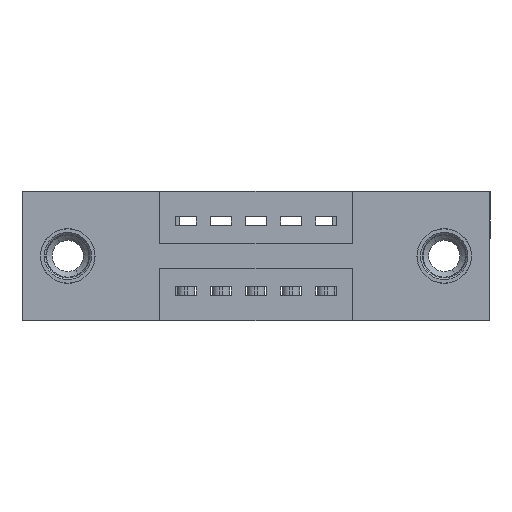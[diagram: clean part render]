
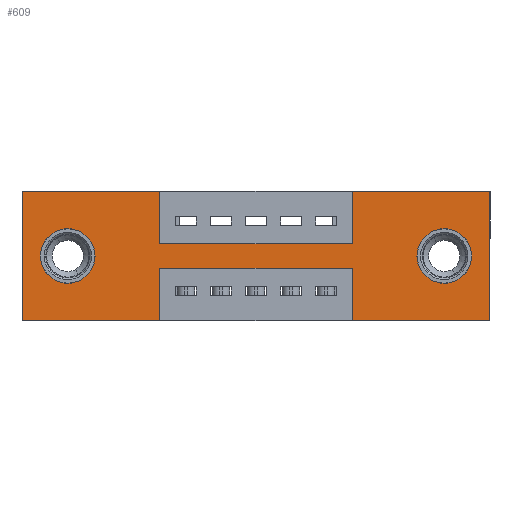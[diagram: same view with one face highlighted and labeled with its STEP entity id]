
A CAD part, front view. The second image highlights one B-rep face of the part: STEP entity #609.
In plain terms, the highlighted planar face has unit normal (0, -1, 0).
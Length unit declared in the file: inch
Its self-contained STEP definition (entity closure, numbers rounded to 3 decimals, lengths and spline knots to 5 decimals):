
#21 = LINE ( 'NONE', #8110, #6978 ) ;
#47 = LINE ( 'NONE', #3634, #8693 ) ;
#133 = DIRECTION ( 'NONE',  ( 0., 1., 0. ) ) ;
#188 = VECTOR ( 'NONE', #7765, 39.37008 ) ;
#376 = CARTESIAN_POINT ( 'NONE',  ( 0.13, 0., -0.107 ) ) ;
#555 = DIRECTION ( 'NONE',  ( 0., 1., 0. ) ) ;
#609 = ADVANCED_FACE ( 'NONE', ( #5267, #798, #3428 ), #1988, .T. ) ;
#617 = ORIENTED_EDGE ( 'NONE', *, *, #8467, .F. ) ;
#668 = DIRECTION ( 'NONE',  ( -1., 0., 0. ) ) ;
#798 = FACE_BOUND ( 'NONE', #5988, .T. ) ;
#902 = ORIENTED_EDGE ( 'NONE', *, *, #1373, .F. ) ;
#1029 = DIRECTION ( 'NONE',  ( 0., 0., -1. ) ) ;
#1100 = ORIENTED_EDGE ( 'NONE', *, *, #5078, .F. ) ;
#1103 = CARTESIAN_POINT ( 'NONE',  ( 0.3925, 0., 0. ) ) ;
#1148 = VERTEX_POINT ( 'NONE', #2606 ) ;
#1209 = ORIENTED_EDGE ( 'NONE', *, *, #9546, .F. ) ;
#1212 = LINE ( 'NONE', #9540, #2653 ) ;
#1373 = EDGE_CURVE ( 'NONE', #7492, #8378, #2309, .T. ) ;
#1400 = CIRCLE ( 'NONE', #7369, 0.078 ) ;
#1471 = LINE ( 'NONE', #7545, #3437 ) ;
#1517 = VERTEX_POINT ( 'NONE', #3732 ) ;
#1564 = EDGE_LOOP ( 'NONE', ( #6646, #7629, #1874, #1100, #2541, #617, #9507, #7484, #1209, #8045, #7174, #902 ) ) ;
#1874 = ORIENTED_EDGE ( 'NONE', *, *, #4375, .F. ) ;
#1893 = VERTEX_POINT ( 'NONE', #5844 ) ;
#1900 = LINE ( 'NONE', #8041, #10251 ) ;
#1915 = LINE ( 'NONE', #4027, #188 ) ;
#1988 = PLANE ( 'NONE',  #7978 ) ;
#2007 = LINE ( 'NONE', #1103, #4880 ) ;
#2067 = EDGE_CURVE ( 'NONE', #1148, #5118, #5069, .T. ) ;
#2187 = EDGE_CURVE ( 'NONE', #9732, #5651, #1400, .T. ) ;
#2300 = DIRECTION ( 'NONE',  ( 0., 0., -1. ) ) ;
#2309 = LINE ( 'NONE', #2635, #9349 ) ;
#2332 = VECTOR ( 'NONE', #8403, 39.37008 ) ;
#2383 = VECTOR ( 'NONE', #6480, 39.37008 ) ;
#2438 = DIRECTION ( 'NONE',  ( 1., 0., 0. ) ) ;
#2457 = LINE ( 'NONE', #6746, #2332 ) ;
#2532 = DIRECTION ( 'NONE',  ( 0., 0., 1. ) ) ;
#2541 = ORIENTED_EDGE ( 'NONE', *, *, #6940, .F. ) ;
#2606 = CARTESIAN_POINT ( 'NONE',  ( 0., 0., 0. ) ) ;
#2635 = CARTESIAN_POINT ( 'NONE',  ( 0., 0., -0.37 ) ) ;
#2653 = VECTOR ( 'NONE', #7145, 39.37008 ) ;
#2917 = ORIENTED_EDGE ( 'NONE', *, *, #7621, .T. ) ;
#3043 = CARTESIAN_POINT ( 'NONE',  ( 0.3925, 0., -0.37 ) ) ;
#3047 = CARTESIAN_POINT ( 'NONE',  ( 0.3925, 0., -0.37 ) ) ;
#3055 = DIRECTION ( 'NONE',  ( 0., 0., 1. ) ) ;
#3137 = CARTESIAN_POINT ( 'NONE',  ( 0.13, 0., -0.185 ) ) ;
#3272 = EDGE_CURVE ( 'NONE', #4496, #5241, #1900, .T. ) ;
#3362 = CARTESIAN_POINT ( 'NONE',  ( 0.3925, 0., 0. ) ) ;
#3428 = FACE_OUTER_BOUND ( 'NONE', #1564, .T. ) ;
#3437 = VECTOR ( 'NONE', #2532, 39.37008 ) ;
#3466 = ORIENTED_EDGE ( 'NONE', *, *, #2187, .T. ) ;
#3488 = DIRECTION ( 'NONE',  ( -1., 0., 0. ) ) ;
#3513 = CIRCLE ( 'NONE', #3630, 0.078 ) ;
#3630 = AXIS2_PLACEMENT_3D ( 'NONE', #8024, #5527, #2300 ) ;
#3634 = CARTESIAN_POINT ( 'NONE',  ( 0., 0., 0. ) ) ;
#3732 = CARTESIAN_POINT ( 'NONE',  ( 1.335, 0., 0. ) ) ;
#3785 = CIRCLE ( 'NONE', #5725, 0.078 ) ;
#3857 = VERTEX_POINT ( 'NONE', #6318 ) ;
#3861 = DIRECTION ( 'NONE',  ( 0., 0., 1. ) ) ;
#3939 = LINE ( 'NONE', #4927, #4069 ) ;
#4027 = CARTESIAN_POINT ( 'NONE',  ( 0., 0., 0. ) ) ;
#4069 = VECTOR ( 'NONE', #668, 39.37008 ) ;
#4179 = DIRECTION ( 'NONE',  ( 0., 0., 1. ) ) ;
#4375 = EDGE_CURVE ( 'NONE', #3857, #4496, #1471, .T. ) ;
#4394 = VERTEX_POINT ( 'NONE', #6954 ) ;
#4405 = CARTESIAN_POINT ( 'NONE',  ( 0., 0., 0. ) ) ;
#4496 = VERTEX_POINT ( 'NONE', #9564 ) ;
#4508 = DIRECTION ( 'NONE',  ( 0., -1., 0. ) ) ;
#4623 = EDGE_CURVE ( 'NONE', #5241, #7492, #9292, .T. ) ;
#4804 = VECTOR ( 'NONE', #2438, 39.37008 ) ;
#4880 = VECTOR ( 'NONE', #1029, 39.37008 ) ;
#4883 = DIRECTION ( 'NONE',  ( 0., 0., -1. ) ) ;
#4927 = CARTESIAN_POINT ( 'NONE',  ( 0., 0., -0.37 ) ) ;
#4973 = EDGE_LOOP ( 'NONE', ( #2917, #6763 ) ) ;
#5002 = CARTESIAN_POINT ( 'NONE',  ( 0.3925, 0., -0.22 ) ) ;
#5069 = LINE ( 'NONE', #4405, #4804 ) ;
#5078 = EDGE_CURVE ( 'NONE', #7392, #3857, #3939, .T. ) ;
#5118 = VERTEX_POINT ( 'NONE', #3362 ) ;
#5174 = CARTESIAN_POINT ( 'NONE',  ( 0.13, 0., -0.185 ) ) ;
#5201 = CARTESIAN_POINT ( 'NONE',  ( 1.205, 0., -0.107 ) ) ;
#5202 = VERTEX_POINT ( 'NONE', #6680 ) ;
#5241 = VERTEX_POINT ( 'NONE', #5002 ) ;
#5267 = FACE_BOUND ( 'NONE', #4973, .T. ) ;
#5430 = DIRECTION ( 'NONE',  ( 1., 0., 0. ) ) ;
#5527 = DIRECTION ( 'NONE',  ( 0., 1., 0. ) ) ;
#5651 = VERTEX_POINT ( 'NONE', #376 ) ;
#5684 = EDGE_CURVE ( 'NONE', #5651, #9732, #3785, .T. ) ;
#5725 = AXIS2_PLACEMENT_3D ( 'NONE', #3137, #555, #3861 ) ;
#5844 = CARTESIAN_POINT ( 'NONE',  ( 0.9425, 0., 0. ) ) ;
#5988 = EDGE_LOOP ( 'NONE', ( #9714, #3466 ) ) ;
#6081 = CARTESIAN_POINT ( 'NONE',  ( 0., 0., -0.37 ) ) ;
#6318 = CARTESIAN_POINT ( 'NONE',  ( 0.9425, 0., -0.37 ) ) ;
#6418 = DIRECTION ( 'NONE',  ( -1., 0., 0. ) ) ;
#6480 = DIRECTION ( 'NONE',  ( 0., 0., -1. ) ) ;
#6646 = ORIENTED_EDGE ( 'NONE', *, *, #4623, .F. ) ;
#6680 = CARTESIAN_POINT ( 'NONE',  ( 1.205, 0., -0.263 ) ) ;
#6746 = CARTESIAN_POINT ( 'NONE',  ( 1.335, 0., 0. ) ) ;
#6763 = ORIENTED_EDGE ( 'NONE', *, *, #6804, .T. ) ;
#6804 = EDGE_CURVE ( 'NONE', #5202, #10809, #3513, .T. ) ;
#6889 = CIRCLE ( 'NONE', #7500, 0.078 ) ;
#6940 = EDGE_CURVE ( 'NONE', #1517, #7392, #2457, .T. ) ;
#6954 = CARTESIAN_POINT ( 'NONE',  ( 0.9425, 0., -0.15 ) ) ;
#6978 = VECTOR ( 'NONE', #3055, 39.37008 ) ;
#7009 = CARTESIAN_POINT ( 'NONE',  ( 1.335, 0., -0.37 ) ) ;
#7145 = DIRECTION ( 'NONE',  ( 1., 0., 0. ) ) ;
#7174 = ORIENTED_EDGE ( 'NONE', *, *, #7977, .F. ) ;
#7369 = AXIS2_PLACEMENT_3D ( 'NONE', #5174, #133, #4179 ) ;
#7392 = VERTEX_POINT ( 'NONE', #7009 ) ;
#7484 = ORIENTED_EDGE ( 'NONE', *, *, #9766, .F. ) ;
#7492 = VERTEX_POINT ( 'NONE', #3047 ) ;
#7500 = AXIS2_PLACEMENT_3D ( 'NONE', #9022, #9869, #4883 ) ;
#7545 = CARTESIAN_POINT ( 'NONE',  ( 0.9425, 0., -0.37 ) ) ;
#7621 = EDGE_CURVE ( 'NONE', #10809, #5202, #6889, .T. ) ;
#7629 = ORIENTED_EDGE ( 'NONE', *, *, #3272, .F. ) ;
#7765 = DIRECTION ( 'NONE',  ( 0., 0., 1. ) ) ;
#7855 = CARTESIAN_POINT ( 'NONE',  ( 0., 0., -0.37 ) ) ;
#7977 = EDGE_CURVE ( 'NONE', #8378, #1148, #1915, .T. ) ;
#7978 = AXIS2_PLACEMENT_3D ( 'NONE', #6081, #4508, #10235 ) ;
#8024 = CARTESIAN_POINT ( 'NONE',  ( 1.205, 0., -0.185 ) ) ;
#8041 = CARTESIAN_POINT ( 'NONE',  ( 0.3925, 0., -0.22 ) ) ;
#8045 = ORIENTED_EDGE ( 'NONE', *, *, #2067, .F. ) ;
#8110 = CARTESIAN_POINT ( 'NONE',  ( 0.9425, 0., 0. ) ) ;
#8378 = VERTEX_POINT ( 'NONE', #7855 ) ;
#8403 = DIRECTION ( 'NONE',  ( 0., 0., -1. ) ) ;
#8467 = EDGE_CURVE ( 'NONE', #1893, #1517, #47, .T. ) ;
#8693 = VECTOR ( 'NONE', #5430, 39.37008 ) ;
#9022 = CARTESIAN_POINT ( 'NONE',  ( 1.205, 0., -0.185 ) ) ;
#9195 = CARTESIAN_POINT ( 'NONE',  ( 0.3925, 0., -0.15 ) ) ;
#9292 = LINE ( 'NONE', #3043, #2383 ) ;
#9349 = VECTOR ( 'NONE', #3488, 39.37008 ) ;
#9507 = ORIENTED_EDGE ( 'NONE', *, *, #9896, .F. ) ;
#9540 = CARTESIAN_POINT ( 'NONE',  ( 0.3925, 0., -0.15 ) ) ;
#9546 = EDGE_CURVE ( 'NONE', #5118, #10708, #2007, .T. ) ;
#9564 = CARTESIAN_POINT ( 'NONE',  ( 0.9425, 0., -0.22 ) ) ;
#9578 = CARTESIAN_POINT ( 'NONE',  ( 0.13, 0., -0.263 ) ) ;
#9714 = ORIENTED_EDGE ( 'NONE', *, *, #5684, .T. ) ;
#9732 = VERTEX_POINT ( 'NONE', #9578 ) ;
#9766 = EDGE_CURVE ( 'NONE', #10708, #4394, #1212, .T. ) ;
#9869 = DIRECTION ( 'NONE',  ( 0., 1., 0. ) ) ;
#9896 = EDGE_CURVE ( 'NONE', #4394, #1893, #21, .T. ) ;
#10235 = DIRECTION ( 'NONE',  ( 0., 0., -1. ) ) ;
#10251 = VECTOR ( 'NONE', #6418, 39.37008 ) ;
#10708 = VERTEX_POINT ( 'NONE', #9195 ) ;
#10809 = VERTEX_POINT ( 'NONE', #5201 ) ;
